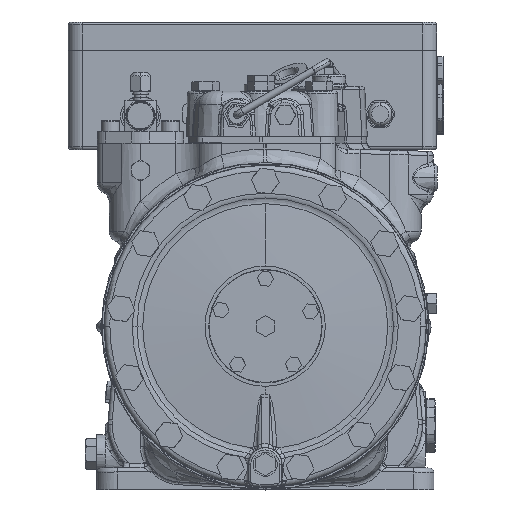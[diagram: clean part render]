
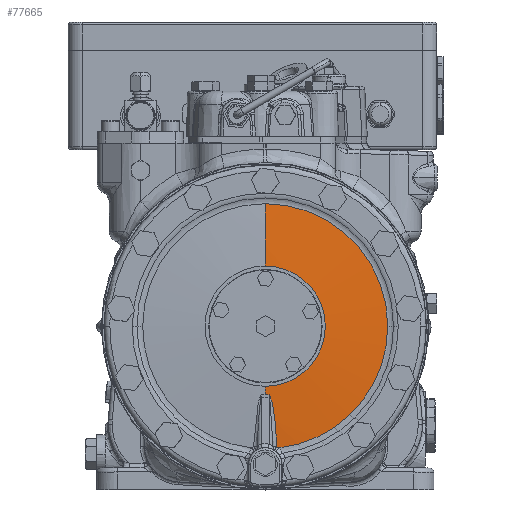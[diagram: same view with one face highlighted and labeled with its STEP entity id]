
A CAD part, top view. The second image highlights one B-rep face of the part: STEP entity #77665.
In plain terms, the highlighted spherical face has radius 1000 mm.
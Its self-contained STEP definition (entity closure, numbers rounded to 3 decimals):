
#71 = DIRECTION ( 'NONE',  ( 0., -1., 0. ) ) ;
#638 = EDGE_CURVE ( 'NONE', #170837, #58725, #39619, .T. ) ;
#1077 = DIRECTION ( 'NONE',  ( 0., 0.999, -0.035 ) ) ;
#1962 = CIRCLE ( 'NONE', #118005, 86.43 ) ;
#7433 = EDGE_CURVE ( 'NONE', #69977, #65544, #1962, .T. ) ;
#7744 = CARTESIAN_POINT ( 'NONE',  ( 3.33, -49.443, 19.072 ) ) ;
#9771 = ORIENTED_EDGE ( 'NONE', *, *, #170152, .T. ) ;
#9933 = CARTESIAN_POINT ( 'NONE',  ( 3.607, -49.909, 19.048 ) ) ;
#10698 = CARTESIAN_POINT ( 'NONE',  ( 8.256, -84.806, 16.664 ) ) ;
#11321 = CARTESIAN_POINT ( 'NONE',  ( 7.226, -70.135, 17.816 ) ) ;
#11750 = DIRECTION ( 'NONE',  ( -1., 0., 0. ) ) ;
#11914 = CARTESIAN_POINT ( 'NONE',  ( 6.224, -61.36, 18.398 ) ) ;
#12511 = CARTESIAN_POINT ( 'NONE',  ( 7.925, -78.933, 17.153 ) ) ;
#18959 = AXIS2_PLACEMENT_3D ( 'NONE', #113655, #85783, #1077 ) ;
#19606 = CIRCLE ( 'NONE', #149173, 1000. ) ;
#21167 = AXIS2_PLACEMENT_3D ( 'NONE', #78191, #135703, #162322 ) ;
#24287 = ORIENTED_EDGE ( 'NONE', *, *, #7433, .T. ) ;
#25678 = DIRECTION ( 'NONE',  ( 1., 0., 0. ) ) ;
#28463 = ORIENTED_EDGE ( 'NONE', *, *, #67408, .F. ) ;
#32895 = VERTEX_POINT ( 'NONE', #9933 ) ;
#36176 = CARTESIAN_POINT ( 'NONE',  ( 3.051, -48.978, 19.096 ) ) ;
#37297 = CARTESIAN_POINT ( 'NONE',  ( 3.703, -50.07, 19.039 ) ) ;
#39619 = CIRCLE ( 'NONE', #117153, 1000. ) ;
#41432 = CARTESIAN_POINT ( 'NONE',  ( 0., 0., 16.558 ) ) ;
#41513 = DIRECTION ( 'NONE',  ( 0., 0., 1. ) ) ;
#45872 = SPHERICAL_SURFACE ( 'NONE', #21167, 1000. ) ;
#46464 = EDGE_CURVE ( 'NONE', #32895, #59793, #94073, .T. ) ;
#53254 = DIRECTION ( 'NONE',  ( 0., 0., 1. ) ) ;
#53996 = CARTESIAN_POINT ( 'NONE',  ( 5.558, -56.996, 18.66 ) ) ;
#56377 = CARTESIAN_POINT ( 'NONE',  ( 0., -48.537, 19.122 ) ) ;
#58725 = VERTEX_POINT ( 'NONE', #56377 ) ;
#59676 = CARTESIAN_POINT ( 'NONE',  ( 0., 86.43, 16.558 ) ) ;
#59793 = VERTEX_POINT ( 'NONE', #99355 ) ;
#64238 = CARTESIAN_POINT ( 'NONE',  ( 2.758, -48.491, 19.12 ) ) ;
#64249 = CARTESIAN_POINT ( 'NONE',  ( 8.756, -85.137, 16.631 ) ) ;
#65544 = VERTEX_POINT ( 'NONE', #113858 ) ;
#66404 = CARTESIAN_POINT ( 'NONE',  ( 2.758, -48.491, 19.12 ) ) ;
#67190 = DIRECTION ( 'NONE',  ( 0., 0., 1. ) ) ;
#67408 = EDGE_CURVE ( 'NONE', #85220, #107529, #19606, .T. ) ;
#68261 = DIRECTION ( 'NONE',  ( 0., 1., 0. ) ) ;
#69977 = VERTEX_POINT ( 'NONE', #119077 ) ;
#70283 = CARTESIAN_POINT ( 'NONE',  ( 0., 42.424, 19.4 ) ) ;
#77634 = ORIENTED_EDGE ( 'NONE', *, *, #130859, .F. ) ;
#77665 = ADVANCED_FACE ( 'NONE', ( #121047 ), #45872, .T. ) ;
#77730 = B_SPLINE_CURVE_WITH_KNOTS ( 'NONE', 3,
 ( #162569, #64249, #79056, #163169 ),
 .UNSPECIFIED., .F., .F.,
 ( 4, 4 ),
 ( 0., 0.002 ),
 .UNSPECIFIED. ) ;
#78191 = CARTESIAN_POINT ( 'NONE',  ( 0., 0., -979.7 ) ) ;
#79056 = CARTESIAN_POINT ( 'NONE',  ( 9.234, -85.497, 16.596 ) ) ;
#79675 = ORIENTED_EDGE ( 'NONE', *, *, #85342, .T. ) ;
#81162 = CARTESIAN_POINT ( 'NONE',  ( 6.021, -59.902, 18.487 ) ) ;
#81620 = DIRECTION ( 'NONE',  ( -1., 0., 0. ) ) ;
#81782 = CARTESIAN_POINT ( 'NONE',  ( 3.94, -50.572, 19.013 ) ) ;
#82390 = CARTESIAN_POINT ( 'NONE',  ( 4.01, -50.742, 19.004 ) ) ;
#83629 = CARTESIAN_POINT ( 'NONE',  ( 4.322, -51.608, 18.958 ) ) ;
#85220 = VERTEX_POINT ( 'NONE', #70283 ) ;
#85342 = EDGE_CURVE ( 'NONE', #58725, #110867, #156306, .T. ) ;
#85783 = DIRECTION ( 'NONE',  ( 0., 0.035, 0.999 ) ) ;
#93697 = CIRCLE ( 'NONE', #94796, 86.43 ) ;
#93727 = CARTESIAN_POINT ( 'NONE',  ( 2.763, -48.498, 19.12 ) ) ;
#94062 = EDGE_CURVE ( 'NONE', #110867, #32895, #170042, .T. ) ;
#94073 = B_SPLINE_CURVE_WITH_KNOTS ( 'NONE', 3,
 ( #177627, #37297, #123814, #81782, #82390, #152251, #83629, #96087, #125039, #165866, #53996, #81162, #11914, #97293, #125663, #11321, #96697, #12511, #182562, #10698 ),
 .UNSPECIFIED., .F., .F.,
 ( 4, 2, 2, 2, 2, 2, 2, 2, 2, 4 ),
 ( 0., 0.001, 0.001, 0.002, 0.004, 0.009, 0.013, 0.018, 0.027, 0.035 ),
 .UNSPECIFIED. ) ;
#94532 = DIRECTION ( 'NONE',  ( -1., 0., 0. ) ) ;
#94796 = AXIS2_PLACEMENT_3D ( 'NONE', #41432, #140302, #11750 ) ;
#96087 = CARTESIAN_POINT ( 'NONE',  ( 4.64, -52.669, 18.902 ) ) ;
#96697 = CARTESIAN_POINT ( 'NONE',  ( 7.484, -73.067, 17.604 ) ) ;
#97212 = CARTESIAN_POINT ( 'NONE',  ( 0., 0., 19.4 ) ) ;
#97293 = CARTESIAN_POINT ( 'NONE',  ( 6.595, -64.28, 18.212 ) ) ;
#97451 = CARTESIAN_POINT ( 'NONE',  ( 0., 0., -979.7 ) ) ;
#99355 = CARTESIAN_POINT ( 'NONE',  ( 8.256, -84.806, 16.664 ) ) ;
#104208 = ORIENTED_EDGE ( 'NONE', *, *, #105208, .T. ) ;
#105208 = EDGE_CURVE ( 'NONE', #59793, #69977, #77730, .T. ) ;
#107403 = ORIENTED_EDGE ( 'NONE', *, *, #94062, .T. ) ;
#107529 = VERTEX_POINT ( 'NONE', #59676 ) ;
#107960 = CARTESIAN_POINT ( 'NONE',  ( 2.767, -48.506, 19.119 ) ) ;
#110867 = VERTEX_POINT ( 'NONE', #64238 ) ;
#113655 = CARTESIAN_POINT ( 'NONE',  ( 0., 34.778, 16.212 ) ) ;
#113858 = CARTESIAN_POINT ( 'NONE',  ( 86.43, 0., 16.558 ) ) ;
#115501 = ORIENTED_EDGE ( 'NONE', *, *, #46464, .T. ) ;
#117153 = AXIS2_PLACEMENT_3D ( 'NONE', #97451, #25678, #68261 ) ;
#118005 = AXIS2_PLACEMENT_3D ( 'NONE', #136056, #53254, #81620 ) ;
#119077 = CARTESIAN_POINT ( 'NONE',  ( 9.69, -85.885, 16.558 ) ) ;
#121047 = FACE_OUTER_BOUND ( 'NONE', #167790, .T. ) ;
#121484 = CARTESIAN_POINT ( 'NONE',  ( 3.607, -49.909, 19.048 ) ) ;
#123814 = CARTESIAN_POINT ( 'NONE',  ( 3.786, -50.235, 19.031 ) ) ;
#125039 = CARTESIAN_POINT ( 'NONE',  ( 4.818, -53.388, 18.863 ) ) ;
#125663 = CARTESIAN_POINT ( 'NONE',  ( 6.762, -65.742, 18.115 ) ) ;
#130859 = EDGE_CURVE ( 'NONE', #170837, #85220, #169755, .T. ) ;
#135703 = DIRECTION ( 'NONE',  ( 1., 0., 0. ) ) ;
#136056 = CARTESIAN_POINT ( 'NONE',  ( 0., 0., 16.558 ) ) ;
#137736 = CARTESIAN_POINT ( 'NONE',  ( 0., 0., -979.7 ) ) ;
#140302 = DIRECTION ( 'NONE',  ( 0., 0., 1. ) ) ;
#149173 = AXIS2_PLACEMENT_3D ( 'NONE', #137736, #94532, #67190 ) ;
#152251 = CARTESIAN_POINT ( 'NONE',  ( 4.207, -51.258, 18.977 ) ) ;
#156196 = CARTESIAN_POINT ( 'NONE',  ( 0., -42.424, 19.4 ) ) ;
#156306 = CIRCLE ( 'NONE', #18959, 83.365 ) ;
#162322 = DIRECTION ( 'NONE',  ( 0., 1., 0. ) ) ;
#162569 = CARTESIAN_POINT ( 'NONE',  ( 8.256, -84.806, 16.664 ) ) ;
#162642 = ORIENTED_EDGE ( 'NONE', *, *, #638, .T. ) ;
#163169 = CARTESIAN_POINT ( 'NONE',  ( 9.69, -85.885, 16.558 ) ) ;
#165866 = CARTESIAN_POINT ( 'NONE',  ( 5.301, -55.547, 18.743 ) ) ;
#167790 = EDGE_LOOP ( 'NONE', ( #77634, #162642, #79675, #107403, #115501, #104208, #24287, #9771, #28463 ) ) ;
#169755 = CIRCLE ( 'NONE', #172100, 42.424 ) ;
#170042 = B_SPLINE_CURVE_WITH_KNOTS ( 'NONE', 3,
 ( #66404, #93727, #107960, #178963, #36176, #7744, #121484 ),
 .UNSPECIFIED., .F., .F.,
 ( 4, 3, 4 ),
 ( 0., 0., 0.002 ),
 .UNSPECIFIED. ) ;
#170152 = EDGE_CURVE ( 'NONE', #65544, #107529, #93697, .T. ) ;
#170837 = VERTEX_POINT ( 'NONE', #156196 ) ;
#172100 = AXIS2_PLACEMENT_3D ( 'NONE', #97212, #41513, #71 ) ;
#177627 = CARTESIAN_POINT ( 'NONE',  ( 3.607, -49.909, 19.048 ) ) ;
#178963 = CARTESIAN_POINT ( 'NONE',  ( 2.772, -48.513, 19.119 ) ) ;
#182562 = CARTESIAN_POINT ( 'NONE',  ( 8.108, -81.869, 16.915 ) ) ;
